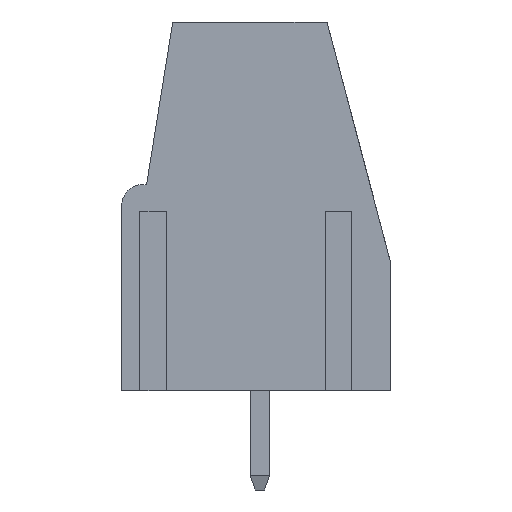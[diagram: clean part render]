
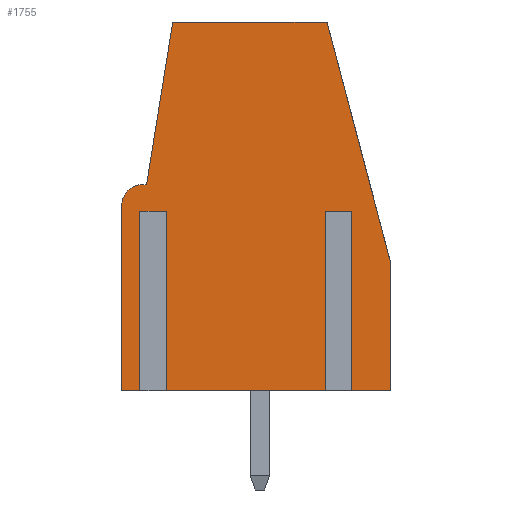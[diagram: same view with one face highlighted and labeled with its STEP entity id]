
A CAD part, left-side view. The second image highlights one B-rep face of the part: STEP entity #1755.
In plain terms, the highlighted planar face has unit normal (-1, 0, 0).
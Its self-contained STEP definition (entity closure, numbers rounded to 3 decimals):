
#938=CARTESIAN_POINT('',(-86.394,20.034,30.555));
#939=VERTEX_POINT('',#938);
#946=CARTESIAN_POINT('',(-86.394,19.234,31.355));
#947=VERTEX_POINT('',#946);
#948=CARTESIAN_POINT('',(-86.394,19.234,30.555));
#949=DIRECTION('',(-1.,-0.,0.));
#950=DIRECTION('',(0.,-1.,0.));
#951=AXIS2_PLACEMENT_3D('',#948,#949,#950);
#952=CIRCLE('',#951,0.8);
#953=EDGE_CURVE('',#947,#939,#952,.T.);
#979=CARTESIAN_POINT('',(-86.394,19.081,31.355));
#980=VERTEX_POINT('',#979);
#981=CARTESIAN_POINT('',(-86.394,19.081,31.355));
#982=DIRECTION('',(0.,1.,0.));
#983=VECTOR('',#982,0.153);
#984=LINE('',#981,#983);
#985=EDGE_CURVE('',#980,#947,#984,.T.);
#1336=CARTESIAN_POINT('',(-86.394,19.334,30.342));
#1337=VERTEX_POINT('',#1336);
#1344=CARTESIAN_POINT('',(-86.394,19.334,23.442));
#1345=VERTEX_POINT('',#1344);
#1346=CARTESIAN_POINT('',(-86.394,19.334,23.442));
#1347=DIRECTION('',(0.,0.,1.));
#1348=VECTOR('',#1347,6.9);
#1349=LINE('',#1346,#1348);
#1350=EDGE_CURVE('',#1345,#1337,#1349,.T.);
#1375=CARTESIAN_POINT('',(-86.394,20.034,23.442));
#1376=VERTEX_POINT('',#1375);
#1383=CARTESIAN_POINT('',(-86.394,20.034,30.555));
#1384=DIRECTION('',(0.,0.,-1.));
#1385=VECTOR('',#1384,7.113);
#1386=LINE('',#1383,#1385);
#1387=EDGE_CURVE('',#939,#1376,#1386,.T.);
#1404=CARTESIAN_POINT('',(-86.394,18.08,37.592));
#1405=VERTEX_POINT('',#1404);
#1406=CARTESIAN_POINT('',(-86.394,18.08,37.592));
#1407=DIRECTION('',(-0.,0.159,-0.987));
#1408=VECTOR('',#1407,6.317);
#1409=LINE('',#1406,#1408);
#1410=EDGE_CURVE('',#1405,#980,#1409,.T.);
#1435=CARTESIAN_POINT('',(-86.394,12.158,37.592));
#1436=VERTEX_POINT('',#1435);
#1437=CARTESIAN_POINT('',(-86.394,12.158,37.592));
#1438=DIRECTION('',(0.,1.,-0.));
#1439=VECTOR('',#1438,5.922);
#1440=LINE('',#1437,#1439);
#1441=EDGE_CURVE('',#1436,#1405,#1440,.T.);
#1475=CARTESIAN_POINT('',(-86.394,9.734,28.42));
#1476=VERTEX_POINT('',#1475);
#1477=CARTESIAN_POINT('',(-86.394,9.734,28.42));
#1478=DIRECTION('',(-0.,0.255,0.967));
#1479=VECTOR('',#1478,9.487);
#1480=LINE('',#1477,#1479);
#1481=EDGE_CURVE('',#1476,#1436,#1480,.T.);
#1506=CARTESIAN_POINT('',(-86.394,9.734,23.442));
#1507=VERTEX_POINT('',#1506);
#1508=CARTESIAN_POINT('',(-86.394,9.734,23.442));
#1509=DIRECTION('',(0.,0.,1.));
#1510=VECTOR('',#1509,4.978);
#1511=LINE('',#1508,#1510);
#1512=EDGE_CURVE('',#1507,#1476,#1511,.T.);
#1536=CARTESIAN_POINT('',(-86.394,11.234,23.442));
#1537=VERTEX_POINT('',#1536);
#1544=CARTESIAN_POINT('',(-86.394,11.234,30.342));
#1545=VERTEX_POINT('',#1544);
#1546=CARTESIAN_POINT('',(-86.394,11.234,30.342));
#1547=DIRECTION('',(0.,0.,-1.));
#1548=VECTOR('',#1547,6.9);
#1549=LINE('',#1546,#1548);
#1550=EDGE_CURVE('',#1545,#1537,#1549,.T.);
#1567=CARTESIAN_POINT('',(-86.394,12.234,30.342));
#1568=VERTEX_POINT('',#1567);
#1577=CARTESIAN_POINT('',(-86.394,12.234,30.342));
#1578=DIRECTION('',(0.,-1.,0.));
#1579=VECTOR('',#1578,1.);
#1580=LINE('',#1577,#1579);
#1581=EDGE_CURVE('',#1568,#1545,#1580,.T.);
#1593=CARTESIAN_POINT('',(-86.394,12.234,23.442));
#1594=VERTEX_POINT('',#1593);
#1595=CARTESIAN_POINT('',(-86.394,12.234,23.442));
#1596=DIRECTION('',(0.,0.,1.));
#1597=VECTOR('',#1596,6.9);
#1598=LINE('',#1595,#1597);
#1599=EDGE_CURVE('',#1594,#1568,#1598,.T.);
#1623=CARTESIAN_POINT('',(-86.394,11.234,23.442));
#1624=DIRECTION('',(0.,-1.,0.));
#1625=VECTOR('',#1624,1.5);
#1626=LINE('',#1623,#1625);
#1627=EDGE_CURVE('',#1537,#1507,#1626,.T.);
#1632=CARTESIAN_POINT('',(-86.394,18.334,23.442));
#1633=VERTEX_POINT('',#1632);
#1634=CARTESIAN_POINT('',(-86.394,18.334,23.442));
#1635=DIRECTION('',(0.,-1.,0.));
#1636=VECTOR('',#1635,6.1);
#1637=LINE('',#1634,#1636);
#1638=EDGE_CURVE('',#1633,#1594,#1637,.T.);
#1648=CARTESIAN_POINT('',(-86.394,20.034,23.442));
#1649=DIRECTION('',(0.,-1.,0.));
#1650=VECTOR('',#1649,0.7);
#1651=LINE('',#1648,#1650);
#1652=EDGE_CURVE('',#1376,#1345,#1651,.T.);
#1697=CARTESIAN_POINT('',(-86.394,18.334,30.342));
#1698=VERTEX_POINT('',#1697);
#1699=CARTESIAN_POINT('',(-86.394,18.334,30.342));
#1700=DIRECTION('',(0.,0.,-1.));
#1701=VECTOR('',#1700,6.9);
#1702=LINE('',#1699,#1701);
#1703=EDGE_CURVE('',#1698,#1633,#1702,.T.);
#1723=CARTESIAN_POINT('',(-86.394,19.334,30.342));
#1724=DIRECTION('',(0.,-1.,0.));
#1725=VECTOR('',#1724,1.);
#1726=LINE('',#1723,#1725);
#1727=EDGE_CURVE('',#1337,#1698,#1726,.T.);
#1732=CARTESIAN_POINT('',(-86.394,19.234,30.555));
#1733=DIRECTION('',(-1.,-0.,0.));
#1734=DIRECTION('',(0.,-1.,0.));
#1735=AXIS2_PLACEMENT_3D('',#1732,#1733,#1734);
#1736=PLANE('',#1735);
#1737=ORIENTED_EDGE('',*,*,#1727,.T.);
#1738=ORIENTED_EDGE('',*,*,#1703,.T.);
#1739=ORIENTED_EDGE('',*,*,#1638,.T.);
#1740=ORIENTED_EDGE('',*,*,#1599,.T.);
#1741=ORIENTED_EDGE('',*,*,#1581,.T.);
#1742=ORIENTED_EDGE('',*,*,#1550,.T.);
#1743=ORIENTED_EDGE('',*,*,#1627,.T.);
#1744=ORIENTED_EDGE('',*,*,#1512,.T.);
#1745=ORIENTED_EDGE('',*,*,#1481,.T.);
#1746=ORIENTED_EDGE('',*,*,#1441,.T.);
#1747=ORIENTED_EDGE('',*,*,#1410,.T.);
#1748=ORIENTED_EDGE('',*,*,#985,.T.);
#1749=ORIENTED_EDGE('',*,*,#953,.T.);
#1750=ORIENTED_EDGE('',*,*,#1387,.T.);
#1751=ORIENTED_EDGE('',*,*,#1652,.T.);
#1752=ORIENTED_EDGE('',*,*,#1350,.T.);
#1753=EDGE_LOOP('',(#1737,#1738,#1739,#1740,#1741,#1742,#1743,#1744,#1745,#1746,#1747,#1748,#1749,#1750,#1751,#1752));
#1754=FACE_BOUND('',#1753,.T.);
#1755=ADVANCED_FACE('',(#1754),#1736,.T.);
